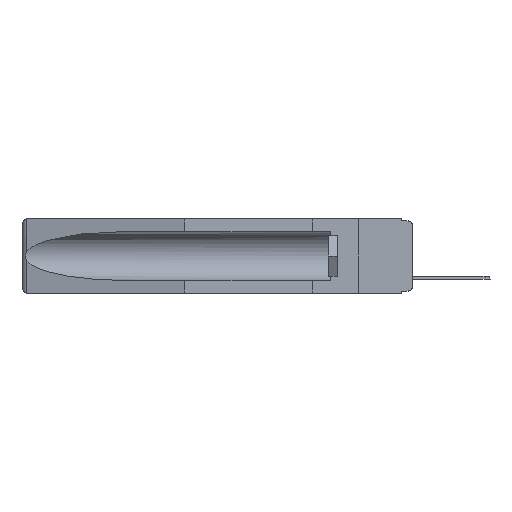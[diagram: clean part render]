
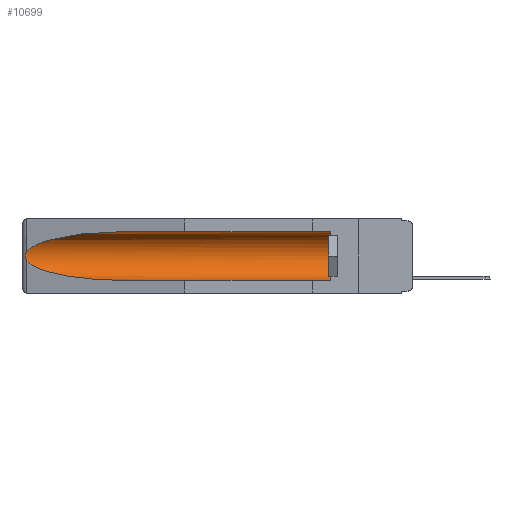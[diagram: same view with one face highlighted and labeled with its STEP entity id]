
A CAD part, left-side view. The second image highlights one B-rep face of the part: STEP entity #10699.
In plain terms, the highlighted cylindrical face has radius 2.857 mm (diameter 5.715 mm), a partial arc.
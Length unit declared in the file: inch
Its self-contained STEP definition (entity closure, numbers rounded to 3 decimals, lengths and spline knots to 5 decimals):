
#96 = EDGE_CURVE ( 'NONE', #21380, #25867, #1902, .T. ) ;
#284 = AXIS2_PLACEMENT_3D ( 'NONE', #4989, #18722, #11083 ) ;
#1042 = CYLINDRICAL_SURFACE ( 'NONE', #284, 0.1125 ) ;
#1056 = CARTESIAN_POINT ( 'NONE',  ( 0.155, 1.07973, -0.284 ) ) ;
#1351 = DIRECTION ( 'NONE',  ( 0., 0., 1. ) ) ;
#1852 = CARTESIAN_POINT ( 'NONE',  ( 0.155, -0.30754, -0.059 ) ) ;
#1902 =( BOUNDED_CURVE ( )  B_SPLINE_CURVE ( 3, ( #15220, #21434, #3246, #7258 ),
 .UNSPECIFIED., .F., .F. ) 
 B_SPLINE_CURVE_WITH_KNOTS ( ( 4, 4 ),
 ( 4.71239, 6.08839 ),
 .UNSPECIFIED. ) 
 CURVE ( )  GEOMETRIC_REPRESENTATION_ITEM ( )  RATIONAL_B_SPLINE_CURVE ( ( 1., 0.848, 0.848, 1. ) ) 
 REPRESENTATION_ITEM ( '' )  );
#2051 = CARTESIAN_POINT ( 'NONE',  ( 0.26537, 1.52718, -0.19328 ) ) ;
#2149 = CARTESIAN_POINT ( 'NONE',  ( 0.26537, 1.52718, -0.19328 ) ) ;
#3246 = CARTESIAN_POINT ( 'NONE',  ( 0.25451, 1.48313, -0.09465 ) ) ;
#3906 = CARTESIAN_POINT ( 'NONE',  ( 0.26597, 1.52961, -0.15275 ) ) ;
#3992 = CARTESIAN_POINT ( 'NONE',  ( 0.26654, 1.53092, -0.15636 ) ) ;
#4989 = CARTESIAN_POINT ( 'NONE',  ( 0.155, -0.30754, -0.1715 ) ) ;
#5513 = EDGE_CURVE ( 'NONE', #6976, #6486, #14093, .T. ) ;
#6252 = CARTESIAN_POINT ( 'NONE',  ( 0.2675, 1.53308, -0.17534 ) ) ;
#6486 = VERTEX_POINT ( 'NONE', #20522 ) ;
#6976 = VERTEX_POINT ( 'NONE', #2051 ) ;
#7258 = CARTESIAN_POINT ( 'NONE',  ( 0.26537, 1.52718, -0.14972 ) ) ;
#8047 = VERTEX_POINT ( 'NONE', #22708 ) ;
#8741 = AXIS2_PLACEMENT_3D ( 'NONE', #18821, #9664, #1351 ) ;
#9203 = VECTOR ( 'NONE', #20182, 39.37008 ) ;
#9664 = DIRECTION ( 'NONE',  ( 0., -1., 0. ) ) ;
#9976 = CARTESIAN_POINT ( 'NONE',  ( 0.2673, 1.53269, -0.17917 ) ) ;
#10218 = CARTESIAN_POINT ( 'NONE',  ( 0.26597, 1.5296, -0.19026 ) ) ;
#10699 = ADVANCED_FACE ( 'NONE', ( #21077 ), #1042, .F. ) ;
#11083 = DIRECTION ( 'NONE',  ( 0., 0., 1. ) ) ;
#11228 = CARTESIAN_POINT ( 'NONE',  ( 0.155, -0.30754, -0.284 ) ) ;
#12445 = EDGE_CURVE ( 'NONE', #8047, #6486, #20035, .T. ) ;
#14009 = CARTESIAN_POINT ( 'NONE',  ( 0.155, 1.07973, -0.059 ) ) ;
#14093 =( BOUNDED_CURVE ( )  B_SPLINE_CURVE ( 3, ( #20996, #16948, #16752, #1056 ),
 .UNSPECIFIED., .F., .F. ) 
 B_SPLINE_CURVE_WITH_KNOTS ( ( 4, 4 ),
 ( 0.1948, 1.5708 ),
 .UNSPECIFIED. ) 
 CURVE ( )  GEOMETRIC_REPRESENTATION_ITEM ( )  RATIONAL_B_SPLINE_CURVE ( ( 1., 0.848, 0.848, 1. ) ) 
 REPRESENTATION_ITEM ( '' )  );
#14878 = CARTESIAN_POINT ( 'NONE',  ( 0.155, 0.126, -0.059 ) ) ;
#15220 = CARTESIAN_POINT ( 'NONE',  ( 0.155, 1.07973, -0.059 ) ) ;
#15515 = CARTESIAN_POINT ( 'NONE',  ( 0.26537, 1.52718, -0.14972 ) ) ;
#16066 = ORIENTED_EDGE ( 'NONE', *, *, #20899, .T. ) ;
#16196 = CARTESIAN_POINT ( 'NONE',  ( 0.2675, 1.53308, -0.16763 ) ) ;
#16201 = ORIENTED_EDGE ( 'NONE', *, *, #23075, .T. ) ;
#16752 = CARTESIAN_POINT ( 'NONE',  ( 0.21114, 1.30732, -0.284 ) ) ;
#16815 = CIRCLE ( 'NONE', #8741, 0.1125 ) ;
#16948 = CARTESIAN_POINT ( 'NONE',  ( 0.25451, 1.48313, -0.24835 ) ) ;
#17861 = ORIENTED_EDGE ( 'NONE', *, *, #96, .T. ) ;
#17902 = CARTESIAN_POINT ( 'NONE',  ( 0.26655, 1.53094, -0.18657 ) ) ;
#18214 = B_SPLINE_CURVE_WITH_KNOTS ( 'NONE', 3,
 ( #22265, #3906, #3992, #22176, #16196, #6252, #9976, #17902, #10218, #2149 ),
 .UNSPECIFIED., .F., .F.,
 ( 4, 2, 2, 2, 4 ),
 ( 0., 0.00029, 0.00058, 0.00087, 0.00117 ),
 .UNSPECIFIED. ) ;
#18278 = VERTEX_POINT ( 'NONE', #14878 ) ;
#18365 = ORIENTED_EDGE ( 'NONE', *, *, #12445, .F. ) ;
#18722 = DIRECTION ( 'NONE',  ( 0., 1., 0. ) ) ;
#18821 = CARTESIAN_POINT ( 'NONE',  ( 0.155, 0.126, -0.1715 ) ) ;
#20035 = LINE ( 'NONE', #11228, #21618 ) ;
#20182 = DIRECTION ( 'NONE',  ( 0., 1., 0. ) ) ;
#20513 = ORIENTED_EDGE ( 'NONE', *, *, #22167, .T. ) ;
#20522 = CARTESIAN_POINT ( 'NONE',  ( 0.155, 1.07973, -0.284 ) ) ;
#20899 = EDGE_CURVE ( 'NONE', #18278, #21380, #21087, .T. ) ;
#20996 = CARTESIAN_POINT ( 'NONE',  ( 0.26537, 1.52718, -0.19328 ) ) ;
#21021 = EDGE_LOOP ( 'NONE', ( #17861, #20513, #24535, #18365, #16201, #16066 ) ) ;
#21077 = FACE_OUTER_BOUND ( 'NONE', #21021, .T. ) ;
#21087 = LINE ( 'NONE', #1852, #9203 ) ;
#21380 = VERTEX_POINT ( 'NONE', #14009 ) ;
#21434 = CARTESIAN_POINT ( 'NONE',  ( 0.21114, 1.30732, -0.059 ) ) ;
#21618 = VECTOR ( 'NONE', #23443, 39.37008 ) ;
#22167 = EDGE_CURVE ( 'NONE', #25867, #6976, #18214, .T. ) ;
#22176 = CARTESIAN_POINT ( 'NONE',  ( 0.2673, 1.5327, -0.16383 ) ) ;
#22265 = CARTESIAN_POINT ( 'NONE',  ( 0.26537, 1.52718, -0.14972 ) ) ;
#22708 = CARTESIAN_POINT ( 'NONE',  ( 0.155, 0.126, -0.284 ) ) ;
#23075 = EDGE_CURVE ( 'NONE', #8047, #18278, #16815, .T. ) ;
#23443 = DIRECTION ( 'NONE',  ( 0., 1., 0. ) ) ;
#24535 = ORIENTED_EDGE ( 'NONE', *, *, #5513, .T. ) ;
#25867 = VERTEX_POINT ( 'NONE', #15515 ) ;
